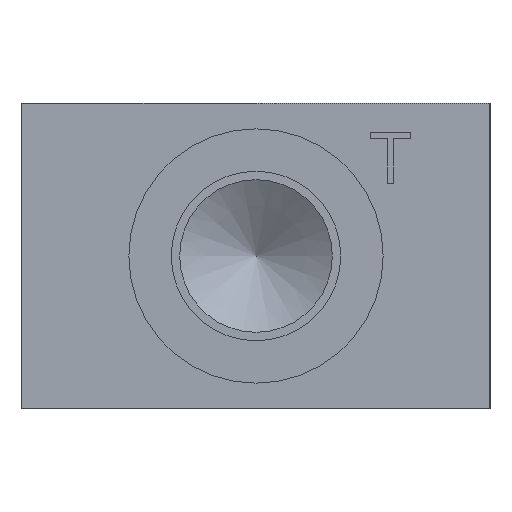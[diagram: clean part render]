
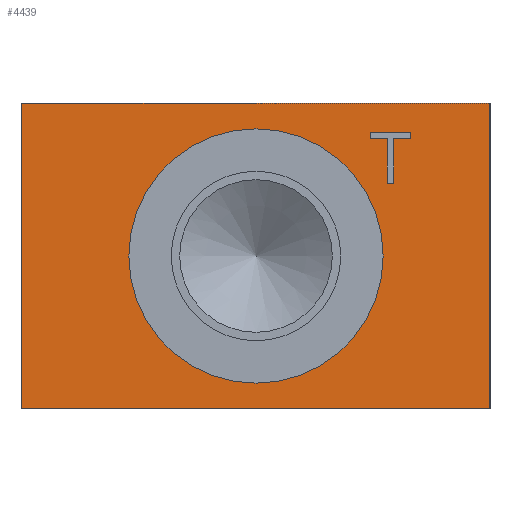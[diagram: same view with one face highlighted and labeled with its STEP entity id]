
A CAD part, left-side view. The second image highlights one B-rep face of the part: STEP entity #4439.
In plain terms, the highlighted planar face has unit normal (-1, 0, 0).
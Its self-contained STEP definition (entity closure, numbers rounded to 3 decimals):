
#414=LINE('',#5349,#759);
#418=LINE('',#5357,#763);
#421=LINE('',#5363,#766);
#424=LINE('',#5369,#769);
#427=LINE('',#5375,#772);
#430=LINE('',#5381,#775);
#433=LINE('',#5387,#778);
#436=LINE('',#5392,#781);
#752=LINE('',#8025,#1097);
#755=LINE('',#8135,#1100);
#757=LINE('',#8138,#1102);
#758=LINE('',#8140,#1103);
#759=VECTOR('',#4656,0.665);
#763=VECTOR('',#4662,4.408);
#766=VECTOR('',#4667,1.677);
#769=VECTOR('',#4672,0.592);
#772=VECTOR('',#4677,4.019);
#775=VECTOR('',#4682,0.592);
#778=VECTOR('',#4687,1.677);
#781=VECTOR('',#4692,4.408);
#1097=VECTOR('',#5160,46.);
#1100=VECTOR('',#5299,46.);
#1102=VECTOR('',#5303,30.);
#1103=VECTOR('',#5306,30.);
#1186=FACE_BOUND('',#1844,.T.);
#1187=FACE_BOUND('',#1845,.T.);
#1285=PLANE('',#4617);
#1534=FACE_OUTER_BOUND('',#1843,.T.);
#1843=EDGE_LOOP('',(#4167,#4168,#4169,#4170));
#1844=EDGE_LOOP('',(#4171,#4172,#4173,#4174,#4175,#4176,#4177,#4178));
#1845=EDGE_LOOP('',(#4179));
#1876=CIRCLE('',#4568,12.5);
#1906=VERTEX_POINT('',#5347);
#1907=VERTEX_POINT('',#5348);
#1910=VERTEX_POINT('',#5356);
#1912=VERTEX_POINT('',#5362);
#1914=VERTEX_POINT('',#5368);
#1916=VERTEX_POINT('',#5374);
#1918=VERTEX_POINT('',#5380);
#1920=VERTEX_POINT('',#5386);
#2289=VERTEX_POINT('',#8022);
#2290=VERTEX_POINT('',#8024);
#2304=VERTEX_POINT('',#8060);
#2328=VERTEX_POINT('',#8132);
#2329=VERTEX_POINT('',#8134);
#2336=EDGE_CURVE('',#1906,#1907,#414,.T.);
#2340=EDGE_CURVE('',#1910,#1906,#418,.T.);
#2343=EDGE_CURVE('',#1912,#1910,#421,.T.);
#2346=EDGE_CURVE('',#1914,#1912,#424,.T.);
#2349=EDGE_CURVE('',#1916,#1914,#427,.T.);
#2352=EDGE_CURVE('',#1918,#1916,#430,.T.);
#2355=EDGE_CURVE('',#1920,#1918,#433,.T.);
#2358=EDGE_CURVE('',#1907,#1920,#436,.T.);
#2909=EDGE_CURVE('',#2289,#2290,#752,.T.);
#2924=EDGE_CURVE('',#2304,#2304,#1876,.T.);
#2949=EDGE_CURVE('',#2328,#2329,#755,.T.);
#2951=EDGE_CURVE('',#2290,#2328,#757,.T.);
#2952=EDGE_CURVE('',#2289,#2329,#758,.T.);
#4167=ORIENTED_EDGE('',*,*,#2952,.T.);
#4168=ORIENTED_EDGE('',*,*,#2949,.F.);
#4169=ORIENTED_EDGE('',*,*,#2951,.F.);
#4170=ORIENTED_EDGE('',*,*,#2909,.F.);
#4171=ORIENTED_EDGE('',*,*,#2336,.T.);
#4172=ORIENTED_EDGE('',*,*,#2358,.T.);
#4173=ORIENTED_EDGE('',*,*,#2355,.T.);
#4174=ORIENTED_EDGE('',*,*,#2352,.T.);
#4175=ORIENTED_EDGE('',*,*,#2349,.T.);
#4176=ORIENTED_EDGE('',*,*,#2346,.T.);
#4177=ORIENTED_EDGE('',*,*,#2343,.T.);
#4178=ORIENTED_EDGE('',*,*,#2340,.T.);
#4179=ORIENTED_EDGE('',*,*,#2924,.T.);
#4439=ADVANCED_FACE('',(#1534,#1186,#1187),#1285,.F.);
#4568=AXIS2_PLACEMENT_3D('',#8061,#5202,#5203);
#4617=AXIS2_PLACEMENT_3D('',#8139,#5304,#5305);
#4656=DIRECTION('',(0.,1.,0.));
#4662=DIRECTION('',(0.,0.,-1.));
#4667=DIRECTION('',(0.,1.,0.));
#4672=DIRECTION('',(0.,0.,-1.));
#4677=DIRECTION('',(0.,-1.,0.));
#4682=DIRECTION('',(0.,0.,1.));
#4687=DIRECTION('',(0.,1.,0.));
#4692=DIRECTION('',(0.,0.,1.));
#5160=DIRECTION('',(0.,-1.,0.));
#5202=DIRECTION('center_axis',(1.,0.,0.));
#5203=DIRECTION('ref_axis',(0.,1.,0.));
#5299=DIRECTION('',(0.,1.,0.));
#5303=DIRECTION('',(0.,0.,-1.));
#5304=DIRECTION('center_axis',(1.,0.,0.));
#5305=DIRECTION('ref_axis',(0.,0.,-1.));
#5306=DIRECTION('',(0.,0.,-1.));
#5347=CARTESIAN_POINT('',(221.,9.452,67.145));
#5348=CARTESIAN_POINT('',(221.,10.116,67.145));
#5349=CARTESIAN_POINT('',(221.,16.226,67.145));
#5356=CARTESIAN_POINT('',(221.,9.452,71.553));
#5357=CARTESIAN_POINT('',(221.,9.452,65.777));
#5362=CARTESIAN_POINT('',(221.,7.774,71.553));
#5363=CARTESIAN_POINT('',(221.,15.387,71.553));
#5368=CARTESIAN_POINT('',(221.,7.774,72.145));
#5369=CARTESIAN_POINT('',(221.,7.774,66.072));
#5374=CARTESIAN_POINT('',(221.,11.794,72.145));
#5375=CARTESIAN_POINT('',(221.,17.397,72.145));
#5380=CARTESIAN_POINT('',(221.,11.794,71.553));
#5381=CARTESIAN_POINT('',(221.,11.794,65.777));
#5386=CARTESIAN_POINT('',(221.,10.116,71.553));
#5387=CARTESIAN_POINT('',(221.,16.558,71.553));
#5392=CARTESIAN_POINT('',(221.,10.116,63.572));
#8022=CARTESIAN_POINT('',(221.,46.,75.));
#8024=CARTESIAN_POINT('',(221.,0.,75.));
#8025=CARTESIAN_POINT('',(221.,23.,75.));
#8060=CARTESIAN_POINT('',(221.,10.5,60.));
#8061=CARTESIAN_POINT('Origin',(221.,23.,60.));
#8132=CARTESIAN_POINT('',(221.,0.,45.));
#8134=CARTESIAN_POINT('',(221.,46.,45.));
#8135=CARTESIAN_POINT('',(221.,23.,45.));
#8138=CARTESIAN_POINT('',(221.,0.,60.));
#8139=CARTESIAN_POINT('Origin',(221.,23.,60.));
#8140=CARTESIAN_POINT('',(221.,46.,60.));
